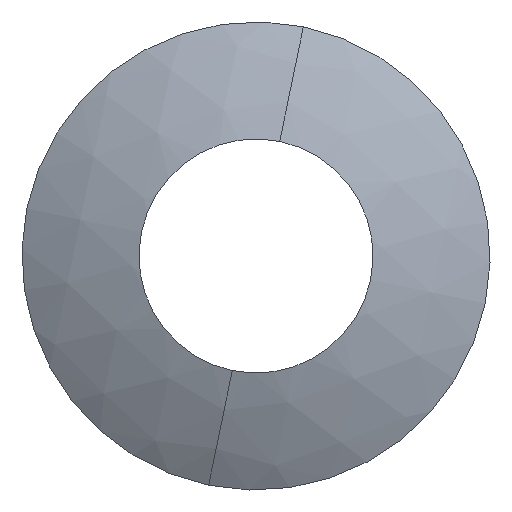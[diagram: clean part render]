
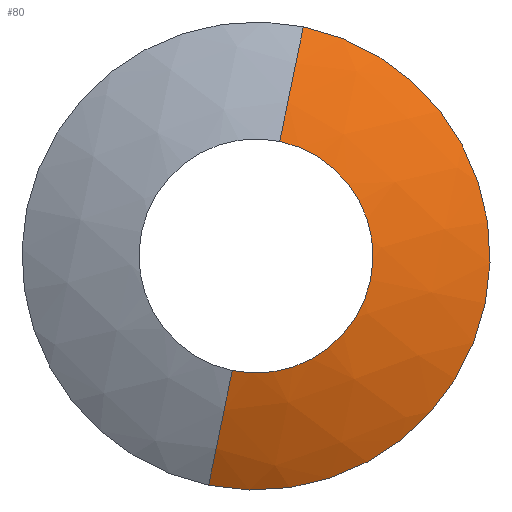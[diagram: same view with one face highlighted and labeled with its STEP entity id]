
A CAD part, front view. The second image highlights one B-rep face of the part: STEP entity #80.
In plain terms, the highlighted spherical face has radius 20 mm.
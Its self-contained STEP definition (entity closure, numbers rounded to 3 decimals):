
#63 = VERTEX_POINT ( 'NONE', #268 ) ;
#64 = EDGE_CURVE ( 'NONE', #134, #84, #321, .T. ) ;
#65 = ORIENTED_EDGE ( 'NONE', *, *, #72, .F. ) ;
#67 = VERTEX_POINT ( 'NONE', #263 ) ;
#68 = EDGE_CURVE ( 'NONE', #67, #63, #184, .T. ) ;
#69 = EDGE_CURVE ( 'NONE', #67, #134, #183, .T. ) ;
#72 = EDGE_CURVE ( 'NONE', #84, #81, #185, .T. ) ;
#73 = EDGE_LOOP ( 'NONE', ( #75, #90, #65, #131, #132, #130 ) ) ;
#75 = ORIENTED_EDGE ( 'NONE', *, *, #88, .T. ) ;
#80 = ADVANCED_FACE ( 'NONE', ( #233 ), #229, .T. ) ;
#81 = VERTEX_POINT ( 'NONE', #271 ) ;
#84 = VERTEX_POINT ( 'NONE', #220 ) ;
#88 = EDGE_CURVE ( 'NONE', #63, #93, #175, .T. ) ;
#90 = ORIENTED_EDGE ( 'NONE', *, *, #137, .T. ) ;
#93 = VERTEX_POINT ( 'NONE', #215 ) ;
#130 = ORIENTED_EDGE ( 'NONE', *, *, #68, .T. ) ;
#131 = ORIENTED_EDGE ( 'NONE', *, *, #64, .F. ) ;
#132 = ORIENTED_EDGE ( 'NONE', *, *, #69, .F. ) ;
#134 = VERTEX_POINT ( 'NONE', #289 ) ;
#137 = EDGE_CURVE ( 'NONE', #93, #81, #292, .T. ) ;
#170 = DIRECTION ( 'NONE',  ( 0., 0., -1. ) ) ;
#171 = DIRECTION ( 'NONE',  ( 0., -1., 0. ) ) ;
#172 = CARTESIAN_POINT ( 'NONE',  ( 0., 2.044, 0. ) ) ;
#175 = CIRCLE ( 'NONE', #226, 10. ) ;
#182 = DIRECTION ( 'NONE',  ( 0., -1., 0. ) ) ;
#183 = CIRCLE ( 'NONE', #328, 20. ) ;
#184 = CIRCLE ( 'NONE', #276, 10. ) ;
#185 = CIRCLE ( 'NONE', #248, 5. ) ;
#215 = CARTESIAN_POINT ( 'NONE',  ( -10., 2.044, 0. ) ) ;
#220 = CARTESIAN_POINT ( 'NONE',  ( 0., 0., 5. ) ) ;
#222 = DIRECTION ( 'NONE',  ( 1., 0., 0. ) ) ;
#223 = DIRECTION ( 'NONE',  ( 0., 0., 1. ) ) ;
#224 = CARTESIAN_POINT ( 'NONE',  ( 0., 19.365, 0. ) ) ;
#225 = AXIS2_PLACEMENT_3D ( 'NONE', #224, #223, #222 ) ;
#226 = AXIS2_PLACEMENT_3D ( 'NONE', #172, #171, #170 ) ;
#229 = SPHERICAL_SURFACE ( 'NONE', #225, 20. ) ;
#233 = FACE_OUTER_BOUND ( 'NONE', #73, .T. ) ;
#245 = DIRECTION ( 'NONE',  ( 0., 0., -1. ) ) ;
#246 = DIRECTION ( 'NONE',  ( 0., -1., 0. ) ) ;
#247 = CARTESIAN_POINT ( 'NONE',  ( 0., 0., 0. ) ) ;
#248 = AXIS2_PLACEMENT_3D ( 'NONE', #247, #246, #245 ) ;
#263 = CARTESIAN_POINT ( 'NONE',  ( 10., 2.044, 0. ) ) ;
#268 = CARTESIAN_POINT ( 'NONE',  ( 0., 2.044, 10. ) ) ;
#269 = CARTESIAN_POINT ( 'NONE',  ( 0., 2.044, 0. ) ) ;
#270 = CARTESIAN_POINT ( 'NONE',  ( 0., 19.365, 0. ) ) ;
#271 = CARTESIAN_POINT ( 'NONE',  ( -5., 0., 0. ) ) ;
#272 = DIRECTION ( 'NONE',  ( 0., 0., -1. ) ) ;
#273 = DIRECTION ( 'NONE',  ( 0., -1., 0. ) ) ;
#274 = CARTESIAN_POINT ( 'NONE',  ( 0., 0., 0. ) ) ;
#275 = AXIS2_PLACEMENT_3D ( 'NONE', #274, #273, #272 ) ;
#276 = AXIS2_PLACEMENT_3D ( 'NONE', #269, #182, #329 ) ;
#281 = DIRECTION ( 'NONE',  ( 1., 0., 0. ) ) ;
#282 = DIRECTION ( 'NONE',  ( 0., 0., 1. ) ) ;
#283 = CARTESIAN_POINT ( 'NONE',  ( 0., 19.365, 0. ) ) ;
#284 = AXIS2_PLACEMENT_3D ( 'NONE', #283, #282, #281 ) ;
#289 = CARTESIAN_POINT ( 'NONE',  ( 5., 0., 0. ) ) ;
#292 = CIRCLE ( 'NONE', #284, 20. ) ;
#321 = CIRCLE ( 'NONE', #275, 5. ) ;
#325 = DIRECTION ( 'NONE',  ( -1., 0., 0. ) ) ;
#326 = DIRECTION ( 'NONE',  ( 0., 0., -1. ) ) ;
#328 = AXIS2_PLACEMENT_3D ( 'NONE', #270, #326, #325 ) ;
#329 = DIRECTION ( 'NONE',  ( 0., 0., -1. ) ) ;
